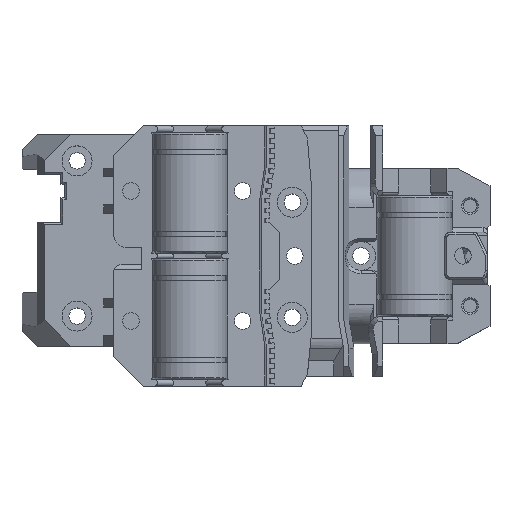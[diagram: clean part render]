
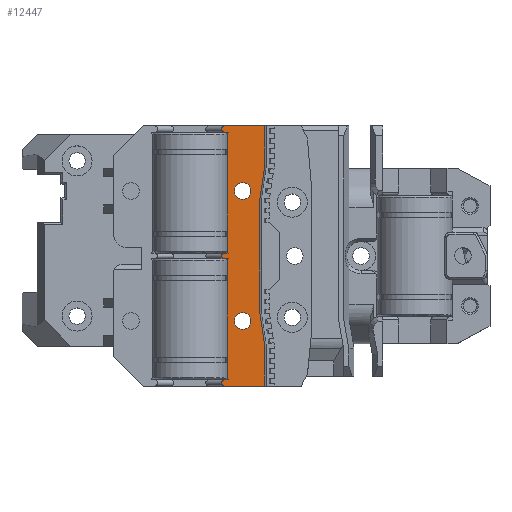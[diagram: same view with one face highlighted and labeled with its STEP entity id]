
A CAD part, top view. The second image highlights one B-rep face of the part: STEP entity #12447.
In plain terms, the highlighted planar face has unit normal (0, 0, 1).
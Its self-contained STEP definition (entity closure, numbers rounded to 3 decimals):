
#331=FACE_BOUND('',#1434,.T.);
#332=FACE_BOUND('',#1435,.T.);
#389=CIRCLE('',#13243,0.5);
#390=CIRCLE('',#13244,0.65);
#391=CIRCLE('',#13245,0.65);
#392=CIRCLE('',#13246,1.65);
#393=CIRCLE('',#13247,1.65);
#709=FACE_OUTER_BOUND('',#1433,.T.);
#1433=EDGE_LOOP('',(#8668,#8669,#8670,#8671,#8672,#8673,#8674,#8675,#8676,
#8677,#8678,#8679,#8680,#8681,#8682,#8683,#8684,#8685,#8686,#8687));
#1434=EDGE_LOOP('',(#8688));
#1435=EDGE_LOOP('',(#8689));
#2239=LINE('',#17893,#3725);
#2349=LINE('',#18389,#3835);
#2350=LINE('',#18391,#3836);
#2351=LINE('',#18393,#3837);
#2352=LINE('',#18395,#3838);
#2353=LINE('',#18397,#3839);
#2354=LINE('',#18401,#3840);
#2355=LINE('',#18403,#3841);
#2356=LINE('',#18405,#3842);
#2357=LINE('',#18407,#3843);
#2358=LINE('',#18409,#3844);
#2359=LINE('',#18410,#3845);
#2360=LINE('',#18414,#3846);
#2361=LINE('',#18416,#3847);
#2362=LINE('',#18418,#3848);
#2363=LINE('',#18420,#3849);
#2364=LINE('',#18421,#3850);
#3725=VECTOR('',#14362,10.);
#3835=VECTOR('',#14662,10.);
#3836=VECTOR('',#14663,10.);
#3837=VECTOR('',#14664,10.);
#3838=VECTOR('',#14665,10.);
#3839=VECTOR('',#14666,10.);
#3840=VECTOR('',#14669,10.);
#3841=VECTOR('',#14670,10.);
#3842=VECTOR('',#14671,10.);
#3843=VECTOR('',#14672,10.);
#3844=VECTOR('',#14673,10.);
#3845=VECTOR('',#14674,10.);
#3846=VECTOR('',#14677,10.);
#3847=VECTOR('',#14678,10.);
#3848=VECTOR('',#14679,10.);
#3849=VECTOR('',#14680,10.);
#3850=VECTOR('',#14681,10.);
#5193=VERTEX_POINT('',#17890);
#5194=VERTEX_POINT('',#17892);
#5294=VERTEX_POINT('',#18385);
#5295=VERTEX_POINT('',#18386);
#5296=VERTEX_POINT('',#18388);
#5297=VERTEX_POINT('',#18390);
#5298=VERTEX_POINT('',#18392);
#5299=VERTEX_POINT('',#18394);
#5300=VERTEX_POINT('',#18396);
#5301=VERTEX_POINT('',#18398);
#5302=VERTEX_POINT('',#18400);
#5303=VERTEX_POINT('',#18402);
#5304=VERTEX_POINT('',#18404);
#5305=VERTEX_POINT('',#18406);
#5306=VERTEX_POINT('',#18408);
#5307=VERTEX_POINT('',#18411);
#5308=VERTEX_POINT('',#18413);
#5309=VERTEX_POINT('',#18415);
#5310=VERTEX_POINT('',#18417);
#5311=VERTEX_POINT('',#18419);
#5312=VERTEX_POINT('',#18422);
#5313=VERTEX_POINT('',#18424);
#6425=EDGE_CURVE('',#5194,#5193,#2239,.T.);
#6583=EDGE_CURVE('',#5294,#5295,#389,.T.);
#6584=EDGE_CURVE('',#5294,#5296,#2349,.T.);
#6585=EDGE_CURVE('',#5296,#5297,#2350,.T.);
#6586=EDGE_CURVE('',#5297,#5298,#2351,.T.);
#6587=EDGE_CURVE('',#5298,#5299,#2352,.T.);
#6588=EDGE_CURVE('',#5299,#5300,#2353,.T.);
#6589=EDGE_CURVE('',#5301,#5300,#390,.T.);
#6590=EDGE_CURVE('',#5301,#5302,#2354,.T.);
#6591=EDGE_CURVE('',#5303,#5302,#2355,.T.);
#6592=EDGE_CURVE('',#5304,#5303,#2356,.T.);
#6593=EDGE_CURVE('',#5305,#5304,#2357,.T.);
#6594=EDGE_CURVE('',#5306,#5305,#2358,.T.);
#6595=EDGE_CURVE('',#5194,#5306,#2359,.T.);
#6596=EDGE_CURVE('',#5307,#5193,#391,.T.);
#6597=EDGE_CURVE('',#5307,#5308,#2360,.T.);
#6598=EDGE_CURVE('',#5308,#5309,#2361,.T.);
#6599=EDGE_CURVE('',#5309,#5310,#2362,.T.);
#6600=EDGE_CURVE('',#5310,#5311,#2363,.T.);
#6601=EDGE_CURVE('',#5295,#5311,#2364,.T.);
#6602=EDGE_CURVE('',#5312,#5312,#392,.T.);
#6603=EDGE_CURVE('',#5313,#5313,#393,.T.);
#8668=ORIENTED_EDGE('',*,*,#6583,.F.);
#8669=ORIENTED_EDGE('',*,*,#6584,.T.);
#8670=ORIENTED_EDGE('',*,*,#6585,.T.);
#8671=ORIENTED_EDGE('',*,*,#6586,.T.);
#8672=ORIENTED_EDGE('',*,*,#6587,.T.);
#8673=ORIENTED_EDGE('',*,*,#6588,.T.);
#8674=ORIENTED_EDGE('',*,*,#6589,.F.);
#8675=ORIENTED_EDGE('',*,*,#6590,.T.);
#8676=ORIENTED_EDGE('',*,*,#6591,.F.);
#8677=ORIENTED_EDGE('',*,*,#6592,.F.);
#8678=ORIENTED_EDGE('',*,*,#6593,.F.);
#8679=ORIENTED_EDGE('',*,*,#6594,.F.);
#8680=ORIENTED_EDGE('',*,*,#6595,.F.);
#8681=ORIENTED_EDGE('',*,*,#6425,.T.);
#8682=ORIENTED_EDGE('',*,*,#6596,.F.);
#8683=ORIENTED_EDGE('',*,*,#6597,.T.);
#8684=ORIENTED_EDGE('',*,*,#6598,.T.);
#8685=ORIENTED_EDGE('',*,*,#6599,.T.);
#8686=ORIENTED_EDGE('',*,*,#6600,.T.);
#8687=ORIENTED_EDGE('',*,*,#6601,.F.);
#8688=ORIENTED_EDGE('',*,*,#6602,.T.);
#8689=ORIENTED_EDGE('',*,*,#6603,.T.);
#11868=PLANE('',#13242);
#12447=ADVANCED_FACE('',(#709,#331,#332),#11868,.T.);
#13242=AXIS2_PLACEMENT_3D('',#18384,#14658,#14659);
#13243=AXIS2_PLACEMENT_3D('',#18387,#14660,#14661);
#13244=AXIS2_PLACEMENT_3D('',#18399,#14667,#14668);
#13245=AXIS2_PLACEMENT_3D('',#18412,#14675,#14676);
#13246=AXIS2_PLACEMENT_3D('',#18423,#14682,#14683);
#13247=AXIS2_PLACEMENT_3D('',#18425,#14684,#14685);
#14362=DIRECTION('',(-1.,0.,0.));
#14658=DIRECTION('center_axis',(0.,0.,1.));
#14659=DIRECTION('ref_axis',(1.,0.,0.));
#14660=DIRECTION('center_axis',(0.,0.,-1.));
#14661=DIRECTION('ref_axis',(-0.707,-0.707,0.));
#14662=DIRECTION('',(1.,0.,0.));
#14663=DIRECTION('',(-0.342,-0.94,0.));
#14664=DIRECTION('',(0.,-1.,0.));
#14665=DIRECTION('',(0.342,-0.94,0.));
#14666=DIRECTION('',(-1.,0.,0.));
#14667=DIRECTION('center_axis',(0.,0.,-1.));
#14668=DIRECTION('ref_axis',(-0.707,-0.707,0.));
#14669=DIRECTION('',(1.,0.,0.));
#14670=DIRECTION('',(0.,-1.,0.));
#14671=DIRECTION('',(0.146,-0.989,0.));
#14672=DIRECTION('',(0.,-1.,0.));
#14673=DIRECTION('',(-0.146,-0.989,0.));
#14674=DIRECTION('',(0.,-1.,0.));
#14675=DIRECTION('center_axis',(0.,0.,-1.));
#14676=DIRECTION('ref_axis',(-0.707,-0.707,0.));
#14677=DIRECTION('',(1.,0.,0.));
#14678=DIRECTION('',(-0.342,-0.94,0.));
#14679=DIRECTION('',(0.,-1.,0.));
#14680=DIRECTION('',(0.342,-0.94,0.));
#14681=DIRECTION('',(1.,0.,0.));
#14682=DIRECTION('center_axis',(0.,0.,-1.));
#14683=DIRECTION('ref_axis',(-1.,0.,0.));
#14684=DIRECTION('center_axis',(0.,0.,-1.));
#14685=DIRECTION('ref_axis',(-1.,0.,0.));
#17890=CARTESIAN_POINT('',(36.05,52.,14.4));
#17892=CARTESIAN_POINT('',(44.02,52.,14.4));
#17893=CARTESIAN_POINT('',(89.,52.,14.4));
#18384=CARTESIAN_POINT('Origin',(85.,16.,14.4));
#18385=CARTESIAN_POINT('',(35.9,25.5,14.4));
#18386=CARTESIAN_POINT('',(35.9,26.5,14.4));
#18387=CARTESIAN_POINT('Origin',(35.9,26.,14.4));
#18388=CARTESIAN_POINT('',(36.664,25.5,14.4));
#18389=CARTESIAN_POINT('',(57.,25.5,14.4));
#18390=CARTESIAN_POINT('',(36.5,25.05,14.4));
#18391=CARTESIAN_POINT('',(37.882,28.848,14.4));
#18392=CARTESIAN_POINT('',(36.5,1.75,14.4));
#18393=CARTESIAN_POINT('',(36.5,21.,14.4));
#18394=CARTESIAN_POINT('',(36.664,1.3,14.4));
#18395=CARTESIAN_POINT('',(37.047,0.248,14.4));
#18396=CARTESIAN_POINT('',(36.05,1.3,14.4));
#18397=CARTESIAN_POINT('',(57.,1.3,14.4));
#18398=CARTESIAN_POINT('',(36.05,0.,14.4));
#18399=CARTESIAN_POINT('Origin',(36.05,0.65,14.4));
#18400=CARTESIAN_POINT('',(44.02,0.,14.4));
#18401=CARTESIAN_POINT('',(0.,0.,14.4));
#18402=CARTESIAN_POINT('',(44.02,7.861,14.4));
#18403=CARTESIAN_POINT('',(44.02,11.941,14.4));
#18404=CARTESIAN_POINT('',(43.,14.773,14.4));
#18405=CARTESIAN_POINT('',(43.361,12.33,14.4));
#18406=CARTESIAN_POINT('',(43.,37.227,14.4));
#18407=CARTESIAN_POINT('',(43.,21.,14.4));
#18408=CARTESIAN_POINT('',(44.02,44.139,14.4));
#18409=CARTESIAN_POINT('',(41.916,29.883,14.4));
#18410=CARTESIAN_POINT('',(44.02,30.059,14.4));
#18411=CARTESIAN_POINT('',(36.05,50.7,14.4));
#18412=CARTESIAN_POINT('Origin',(36.05,51.35,14.4));
#18413=CARTESIAN_POINT('',(36.664,50.7,14.4));
#18414=CARTESIAN_POINT('',(57.,50.7,14.4));
#18415=CARTESIAN_POINT('',(36.5,50.25,14.4));
#18416=CARTESIAN_POINT('',(33.833,42.922,14.4));
#18417=CARTESIAN_POINT('',(36.5,26.95,14.4));
#18418=CARTESIAN_POINT('',(36.5,21.,14.4));
#18419=CARTESIAN_POINT('',(36.664,26.5,14.4));
#18420=CARTESIAN_POINT('',(41.096,14.322,14.4));
#18421=CARTESIAN_POINT('',(52.3,26.5,14.4));
#18422=CARTESIAN_POINT('',(41.25,13.,14.4));
#18423=CARTESIAN_POINT('Origin',(39.6,13.,14.4));
#18424=CARTESIAN_POINT('',(41.25,39.,14.4));
#18425=CARTESIAN_POINT('Origin',(39.6,39.,14.4));
